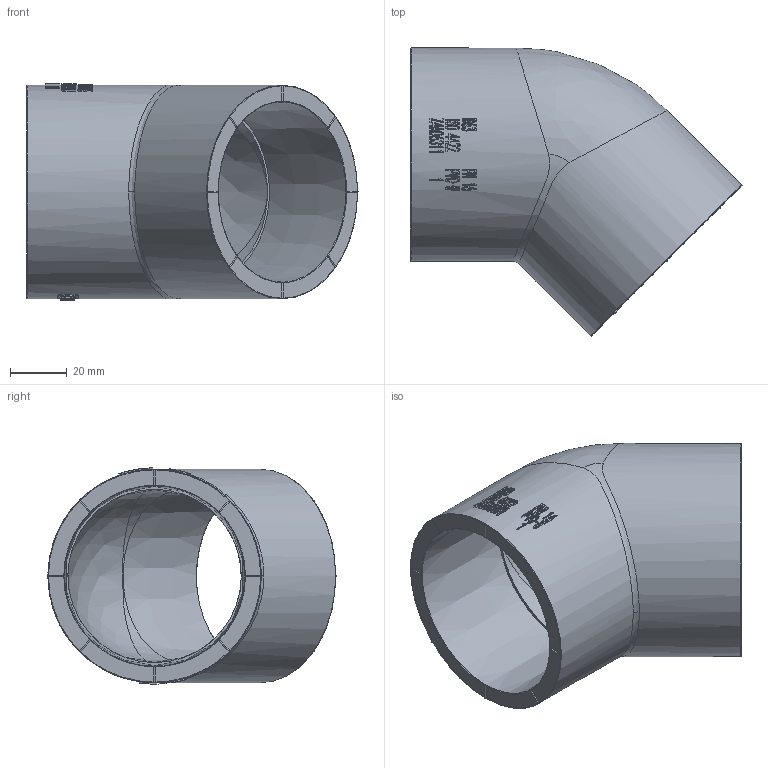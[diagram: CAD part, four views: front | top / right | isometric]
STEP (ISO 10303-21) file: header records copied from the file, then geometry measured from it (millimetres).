
FILE_DESCRIPTION(/* description */ (''),/* implementation_level */ '2;1');
FILE_NAME(/* name */ '45°弯63.stp',/* time_stamp */ '2024-07-06T09:43:23+08:00',/* author */ (''),/* organization */ (''),/* preprocessor_version */ 'ST-DEVELOPER v16',/* originating_system */ 'SIEMENS PLM Software NX 10.0',/* authorisation */ '');
FILE_SCHEMA (('AUTOMOTIVE_DESIGN { 1 0 10303 214 3 1 1 1 }'));
Length unit declared in the file: millimetre
Products named in the file (1): gelv12204B9B6dy1
Bounding box: 116.98 x 101.55 x 76.19 mm (x, y, z)
Volume: 140508.8 mm3; surface area: 48386.2 mm2
Topology: 1 solids, 1 shells, 372 faces, 954 edges, 630 vertices
Faces by surface type: plane 191, bspline 108, cylinder 65, cone 4, torus 4
Full cylindrical faces by diameter (mm): 75.2 x2
Entity records: 33116 total; most frequent: CARTESIAN_POINT 25867, ORIENTED_EDGE 1852, EDGE_CURVE 926, DIRECTION 806, B_SPLINE_CURVE_WITH_KNOTS 734, VERTEX_POINT 622, EDGE_LOOP 440, ADVANCED_FACE 372
